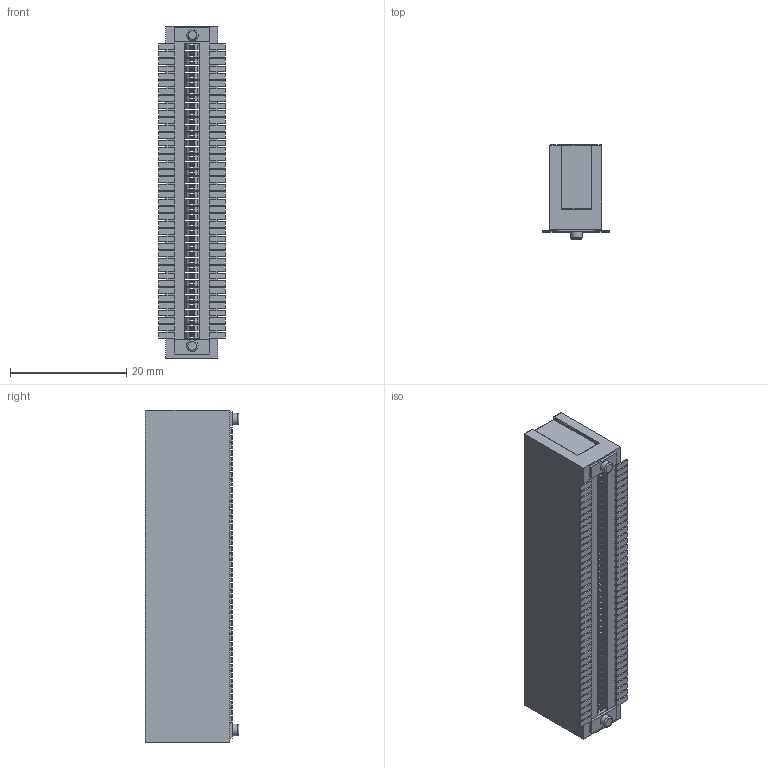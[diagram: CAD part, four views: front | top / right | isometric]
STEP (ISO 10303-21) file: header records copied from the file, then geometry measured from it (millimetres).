
FILE_DESCRIPTION(/* description */ (''),/* implementation_level */ '2;1');
FILE_NAME(/* name */ 'SMT Edge connector.step',/* time_stamp */ '2017-01-23T15:21:41+00:00',/* author */ (''),/* organization */ (''),/* preprocessor_version */ 'ST-DEVELOPER v16.5',/* originating_system */ 'Autodesk Translation Framework v5.2.0.2920',/* authorisation */ '');
FILE_SCHEMA (('AUTOMOTIVE_DESIGN { 1 0 10303 214 3 1 1 }'));
Products named in the file (1): smt v4
Bounding box: 11.44 x 16.1 x 57 mm (x, y, z)
Volume: 5769.9 mm3; surface area: 8281.2 mm2
Topology: 81 solids, 82 shells, 2292 faces, 6267 edges, 4168 vertices
Faces by surface type: plane 2112, bspline 150, cylinder 24, sphere 4, torus 2
Full cylindrical faces by diameter (mm): 2 x2
Entity records: 72396 total; most frequent: CARTESIAN_POINT 15274, ORIENTED_EDGE 12526, DIRECTION 10283, EDGE_CURVE 6263, LINE 5929, VECTOR 5929, VERTEX_POINT 4168, EDGE_LOOP 2327
